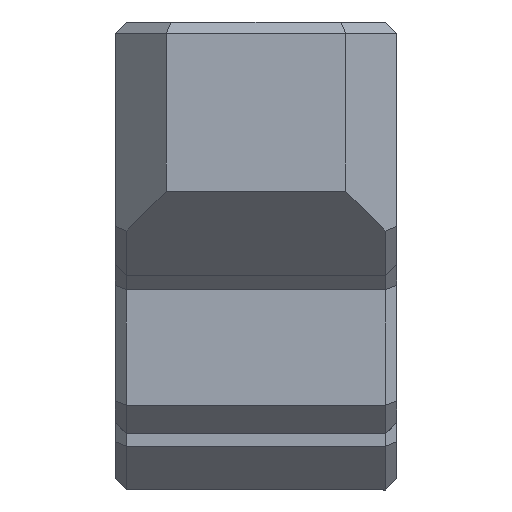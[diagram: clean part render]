
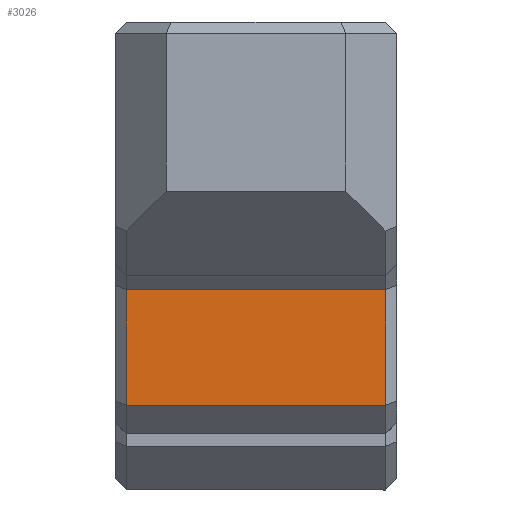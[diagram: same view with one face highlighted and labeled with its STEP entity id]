
A CAD part, left-side view. The second image highlights one B-rep face of the part: STEP entity #3026.
In plain terms, the highlighted planar face has unit normal (-1, 0, 0).
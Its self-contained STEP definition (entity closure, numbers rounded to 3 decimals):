
#98=PLANE('',#3245);
#282=FACE_OUTER_BOUND('',#473,.T.);
#473=EDGE_LOOP('',(#2459,#2460,#2461,#2462));
#746=LINE('',#4514,#1160);
#783=LINE('',#4588,#1197);
#785=LINE('',#4592,#1199);
#786=LINE('',#4593,#1200);
#1160=VECTOR('',#3647,10.);
#1197=VECTOR('',#3728,10.);
#1199=VECTOR('',#3732,10.);
#1200=VECTOR('',#3733,10.);
#1548=VERTEX_POINT('',#4511);
#1549=VERTEX_POINT('',#4513);
#1564=VERTEX_POINT('',#4587);
#1565=VERTEX_POINT('',#4591);
#1844=EDGE_CURVE('',#1548,#1549,#746,.T.);
#1881=EDGE_CURVE('',#1549,#1564,#783,.T.);
#1883=EDGE_CURVE('',#1565,#1548,#785,.T.);
#1884=EDGE_CURVE('',#1564,#1565,#786,.T.);
#2459=ORIENTED_EDGE('',*,*,#1844,.F.);
#2460=ORIENTED_EDGE('',*,*,#1883,.F.);
#2461=ORIENTED_EDGE('',*,*,#1884,.F.);
#2462=ORIENTED_EDGE('',*,*,#1881,.F.);
#3026=ADVANCED_FACE('',(#282),#98,.T.);
#3245=AXIS2_PLACEMENT_3D('',#4590,#3730,#3731);
#3647=DIRECTION('',(0.,0.,1.));
#3728=DIRECTION('',(0.,-1.,0.));
#3730=DIRECTION('center_axis',(-1.,0.,0.));
#3731=DIRECTION('ref_axis',(0.,-1.,0.));
#3732=DIRECTION('',(0.,1.,0.));
#3733=DIRECTION('',(0.,0.,-1.));
#4511=CARTESIAN_POINT('',(44.955,63.864,-12.25));
#4513=CARTESIAN_POINT('',(44.955,63.864,-8.15));
#4514=CARTESIAN_POINT('',(44.955,63.864,-9.45));
#4587=CARTESIAN_POINT('',(44.955,54.664,-8.15));
#4588=CARTESIAN_POINT('',(44.955,72.264,-8.15));
#4590=CARTESIAN_POINT('Origin',(44.955,72.264,-13.25));
#4591=CARTESIAN_POINT('',(44.955,54.664,-12.25));
#4592=CARTESIAN_POINT('',(44.955,72.264,-12.25));
#4593=CARTESIAN_POINT('',(44.955,54.664,-9.45));
